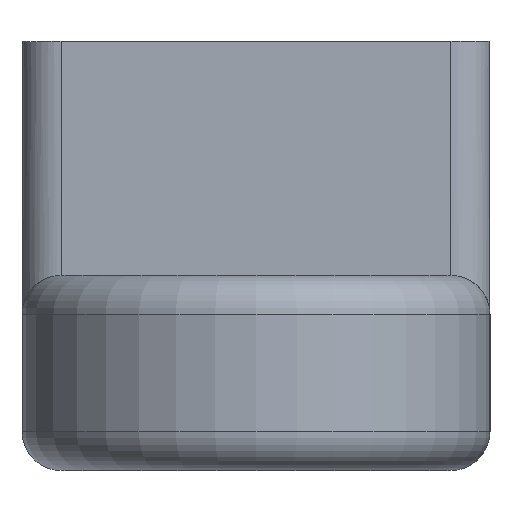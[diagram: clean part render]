
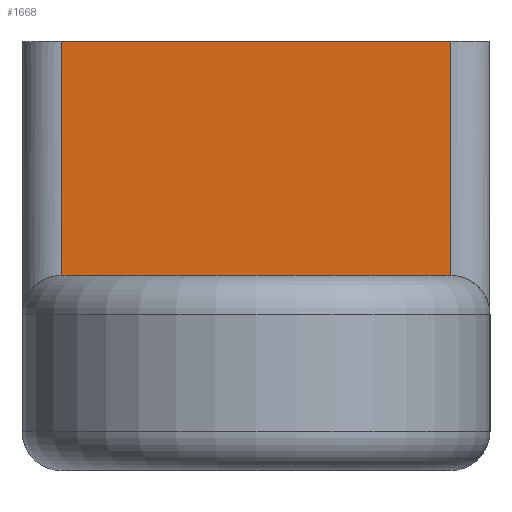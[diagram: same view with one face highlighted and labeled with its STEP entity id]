
A CAD part, front view. The second image highlights one B-rep face of the part: STEP entity #1668.
In plain terms, the highlighted planar face has unit normal (0, -1, 0).
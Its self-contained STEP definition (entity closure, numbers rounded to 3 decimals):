
#216 = PLANE('',#217);
#217 = AXIS2_PLACEMENT_3D('',#218,#219,#220);
#218 = CARTESIAN_POINT('',(-6.,-19.,11.));
#219 = DIRECTION('',(0.,0.,1.));
#220 = DIRECTION('',(1.,0.,0.));
#244 = CYLINDRICAL_SURFACE('',#245,1.);
#245 = AXIS2_PLACEMENT_3D('',#246,#247,#248);
#246 = CARTESIAN_POINT('',(5.,-18.,5.));
#247 = DIRECTION('',(0.,0.,1.));
#248 = DIRECTION('',(0.,-1.,0.));
#517 = CYLINDRICAL_SURFACE('',#518,1.);
#518 = AXIS2_PLACEMENT_3D('',#519,#520,#521);
#519 = CARTESIAN_POINT('',(-5.,-18.,5.));
#520 = DIRECTION('',(0.,0.,1.));
#521 = DIRECTION('',(0.,-1.,0.));
#800 = VERTEX_POINT('',#801);
#801 = CARTESIAN_POINT('',(-5.,-19.,11.));
#827 = EDGE_CURVE('',#800,#828,#830,.T.);
#828 = VERTEX_POINT('',#829);
#829 = CARTESIAN_POINT('',(5.,-19.,11.));
#830 = SURFACE_CURVE('',#831,(#835,#842),.PCURVE_S1.);
#831 = LINE('',#832,#833);
#832 = CARTESIAN_POINT('',(-6.,-19.,11.));
#833 = VECTOR('',#834,1.);
#834 = DIRECTION('',(1.,0.,0.));
#835 = PCURVE('',#216,#836);
#836 = DEFINITIONAL_REPRESENTATION('',(#837),#841);
#837 = LINE('',#838,#839);
#838 = CARTESIAN_POINT('',(0.,0.));
#839 = VECTOR('',#840,1.);
#840 = DIRECTION('',(1.,0.));
#841 = ( GEOMETRIC_REPRESENTATION_CONTEXT(2) 
PARAMETRIC_REPRESENTATION_CONTEXT() REPRESENTATION_CONTEXT('2D SPACE',''
  ) );
#842 = PCURVE('',#843,#848);
#843 = PLANE('',#844);
#844 = AXIS2_PLACEMENT_3D('',#845,#846,#847);
#845 = CARTESIAN_POINT('',(-6.,-19.,5.));
#846 = DIRECTION('',(0.,1.,0.));
#847 = DIRECTION('',(0.,0.,1.));
#848 = DEFINITIONAL_REPRESENTATION('',(#849),#853);
#849 = LINE('',#850,#851);
#850 = CARTESIAN_POINT('',(6.,0.));
#851 = VECTOR('',#852,1.);
#852 = DIRECTION('',(0.,1.));
#853 = ( GEOMETRIC_REPRESENTATION_CONTEXT(2) 
PARAMETRIC_REPRESENTATION_CONTEXT() REPRESENTATION_CONTEXT('2D SPACE',''
  ) );
#990 = VERTEX_POINT('',#991);
#991 = CARTESIAN_POINT('',(5.,-19.,5.));
#1025 = EDGE_CURVE('',#990,#828,#1026,.T.);
#1026 = SURFACE_CURVE('',#1027,(#1031,#1038),.PCURVE_S1.);
#1027 = LINE('',#1028,#1029);
#1028 = CARTESIAN_POINT('',(5.,-19.,5.));
#1029 = VECTOR('',#1030,1.);
#1030 = DIRECTION('',(0.,0.,1.));
#1031 = PCURVE('',#244,#1032);
#1032 = DEFINITIONAL_REPRESENTATION('',(#1033),#1037);
#1033 = LINE('',#1034,#1035);
#1034 = CARTESIAN_POINT('',(0.,0.));
#1035 = VECTOR('',#1036,1.);
#1036 = DIRECTION('',(0.,1.));
#1037 = ( GEOMETRIC_REPRESENTATION_CONTEXT(2) 
PARAMETRIC_REPRESENTATION_CONTEXT() REPRESENTATION_CONTEXT('2D SPACE',''
  ) );
#1038 = PCURVE('',#843,#1039);
#1039 = DEFINITIONAL_REPRESENTATION('',(#1040),#1044);
#1040 = LINE('',#1041,#1042);
#1041 = CARTESIAN_POINT('',(0.,11.));
#1042 = VECTOR('',#1043,1.);
#1043 = DIRECTION('',(1.,0.));
#1044 = ( GEOMETRIC_REPRESENTATION_CONTEXT(2) 
PARAMETRIC_REPRESENTATION_CONTEXT() REPRESENTATION_CONTEXT('2D SPACE',''
  ) );
#1090 = PLANE('',#1091);
#1091 = AXIS2_PLACEMENT_3D('',#1092,#1093,#1094);
#1092 = CARTESIAN_POINT('',(0.,0.,5.));
#1093 = DIRECTION('',(0.,0.,1.));
#1094 = DIRECTION('',(1.,0.,0.));
#1376 = VERTEX_POINT('',#1377);
#1377 = CARTESIAN_POINT('',(-5.,-19.,5.));
#1459 = EDGE_CURVE('',#1376,#800,#1460,.T.);
#1460 = SURFACE_CURVE('',#1461,(#1465,#1472),.PCURVE_S1.);
#1461 = LINE('',#1462,#1463);
#1462 = CARTESIAN_POINT('',(-5.,-19.,5.));
#1463 = VECTOR('',#1464,1.);
#1464 = DIRECTION('',(0.,0.,1.));
#1465 = PCURVE('',#517,#1466);
#1466 = DEFINITIONAL_REPRESENTATION('',(#1467),#1471);
#1467 = LINE('',#1468,#1469);
#1468 = CARTESIAN_POINT('',(-0.,0.));
#1469 = VECTOR('',#1470,1.);
#1470 = DIRECTION('',(-0.,1.));
#1471 = ( GEOMETRIC_REPRESENTATION_CONTEXT(2) 
PARAMETRIC_REPRESENTATION_CONTEXT() REPRESENTATION_CONTEXT('2D SPACE',''
  ) );
#1472 = PCURVE('',#843,#1473);
#1473 = DEFINITIONAL_REPRESENTATION('',(#1474),#1478);
#1474 = LINE('',#1475,#1476);
#1475 = CARTESIAN_POINT('',(0.,1.));
#1476 = VECTOR('',#1477,1.);
#1477 = DIRECTION('',(1.,0.));
#1478 = ( GEOMETRIC_REPRESENTATION_CONTEXT(2) 
PARAMETRIC_REPRESENTATION_CONTEXT() REPRESENTATION_CONTEXT('2D SPACE',''
  ) );
#1668 = ADVANCED_FACE('',(#1669),#843,.F.);
#1669 = FACE_BOUND('',#1670,.F.);
#1670 = EDGE_LOOP('',(#1671,#1692,#1693,#1694));
#1671 = ORIENTED_EDGE('',*,*,#1672,.F.);
#1672 = EDGE_CURVE('',#1376,#990,#1673,.T.);
#1673 = SURFACE_CURVE('',#1674,(#1678,#1685),.PCURVE_S1.);
#1674 = LINE('',#1675,#1676);
#1675 = CARTESIAN_POINT('',(-6.,-19.,5.));
#1676 = VECTOR('',#1677,1.);
#1677 = DIRECTION('',(1.,0.,0.));
#1678 = PCURVE('',#843,#1679);
#1679 = DEFINITIONAL_REPRESENTATION('',(#1680),#1684);
#1680 = LINE('',#1681,#1682);
#1681 = CARTESIAN_POINT('',(0.,0.));
#1682 = VECTOR('',#1683,1.);
#1683 = DIRECTION('',(0.,1.));
#1684 = ( GEOMETRIC_REPRESENTATION_CONTEXT(2) 
PARAMETRIC_REPRESENTATION_CONTEXT() REPRESENTATION_CONTEXT('2D SPACE',''
  ) );
#1685 = PCURVE('',#1090,#1686);
#1686 = DEFINITIONAL_REPRESENTATION('',(#1687),#1691);
#1687 = LINE('',#1688,#1689);
#1688 = CARTESIAN_POINT('',(-6.,-19.));
#1689 = VECTOR('',#1690,1.);
#1690 = DIRECTION('',(1.,0.));
#1691 = ( GEOMETRIC_REPRESENTATION_CONTEXT(2) 
PARAMETRIC_REPRESENTATION_CONTEXT() REPRESENTATION_CONTEXT('2D SPACE',''
  ) );
#1692 = ORIENTED_EDGE('',*,*,#1459,.T.);
#1693 = ORIENTED_EDGE('',*,*,#827,.T.);
#1694 = ORIENTED_EDGE('',*,*,#1025,.F.);
